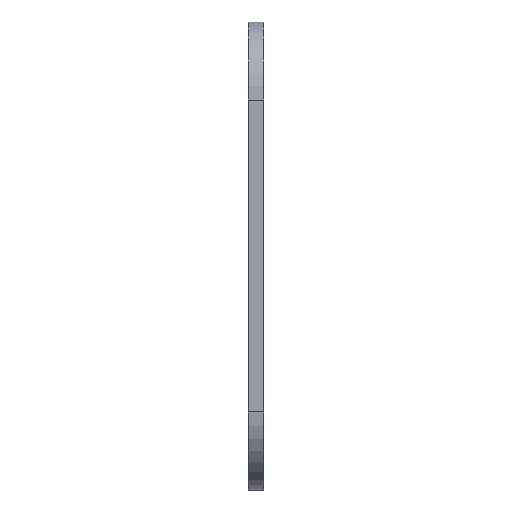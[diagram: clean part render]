
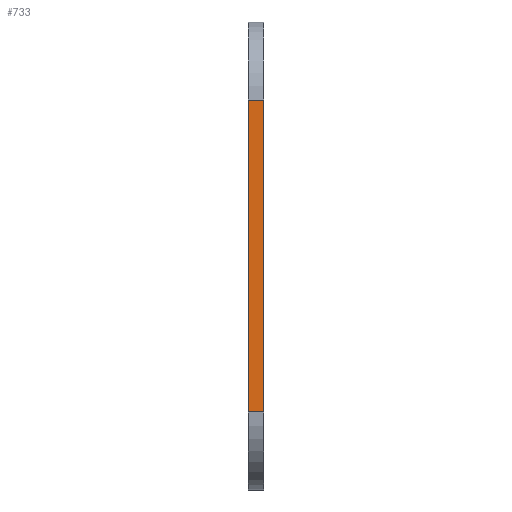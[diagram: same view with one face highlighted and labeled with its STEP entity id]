
A CAD part, left-side view. The second image highlights one B-rep face of the part: STEP entity #733.
In plain terms, the highlighted planar face has unit normal (-1, 0, 0).
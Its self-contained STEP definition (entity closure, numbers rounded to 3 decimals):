
#8 = VERTEX_POINT ( 'NONE', #716 ) ;
#10 = VERTEX_POINT ( 'NONE', #130 ) ;
#49 = VECTOR ( 'NONE', #273, 1000. ) ;
#85 = ORIENTED_EDGE ( 'NONE', *, *, #153, .F. ) ;
#97 = EDGE_CURVE ( 'NONE', #276, #8, #502, .T. ) ;
#130 = CARTESIAN_POINT ( 'NONE',  ( 0., 2., -50. ) ) ;
#148 = CARTESIAN_POINT ( 'NONE',  ( 0., 2., -10. ) ) ;
#153 = EDGE_CURVE ( 'NONE', #10, #276, #339, .T. ) ;
#194 = PLANE ( 'NONE',  #696 ) ;
#199 = CARTESIAN_POINT ( 'NONE',  ( 0., 2., -50. ) ) ;
#203 = DIRECTION ( 'NONE',  ( 0., -1., 0. ) ) ;
#253 = FACE_OUTER_BOUND ( 'NONE', #559, .T. ) ;
#273 = DIRECTION ( 'NONE',  ( 0., -1., 0. ) ) ;
#276 = VERTEX_POINT ( 'NONE', #541 ) ;
#297 = DIRECTION ( 'NONE',  ( 0., 0., 1. ) ) ;
#319 = ORIENTED_EDGE ( 'NONE', *, *, #365, .T. ) ;
#328 = ORIENTED_EDGE ( 'NONE', *, *, #97, .F. ) ;
#339 = LINE ( 'NONE', #565, #582 ) ;
#365 = EDGE_CURVE ( 'NONE', #10, #618, #726, .T. ) ;
#464 = CARTESIAN_POINT ( 'NONE',  ( 0., 0., -50. ) ) ;
#502 = LINE ( 'NONE', #148, #694 ) ;
#514 = CARTESIAN_POINT ( 'NONE',  ( 0., 0., -10. ) ) ;
#518 = LINE ( 'NONE', #514, #683 ) ;
#541 = CARTESIAN_POINT ( 'NONE',  ( 0., 2., -10. ) ) ;
#559 = EDGE_LOOP ( 'NONE', ( #684, #328, #85, #319 ) ) ;
#565 = CARTESIAN_POINT ( 'NONE',  ( 0., 2., -10. ) ) ;
#581 = EDGE_CURVE ( 'NONE', #618, #8, #518, .T. ) ;
#582 = VECTOR ( 'NONE', #297, 1000. ) ;
#618 = VERTEX_POINT ( 'NONE', #464 ) ;
#657 = CARTESIAN_POINT ( 'NONE',  ( 0., 2., -10. ) ) ;
#683 = VECTOR ( 'NONE', #701, 1000. ) ;
#684 = ORIENTED_EDGE ( 'NONE', *, *, #581, .T. ) ;
#694 = VECTOR ( 'NONE', #203, 1000. ) ;
#696 = AXIS2_PLACEMENT_3D ( 'NONE', #657, #743, #736 ) ;
#701 = DIRECTION ( 'NONE',  ( 0., 0., 1. ) ) ;
#716 = CARTESIAN_POINT ( 'NONE',  ( 0., 0., -10. ) ) ;
#726 = LINE ( 'NONE', #199, #49 ) ;
#733 = ADVANCED_FACE ( 'NONE', ( #253 ), #194, .F. ) ;
#736 = DIRECTION ( 'NONE',  ( 0., 0., -1. ) ) ;
#743 = DIRECTION ( 'NONE',  ( 1., 0., 0. ) ) ;
